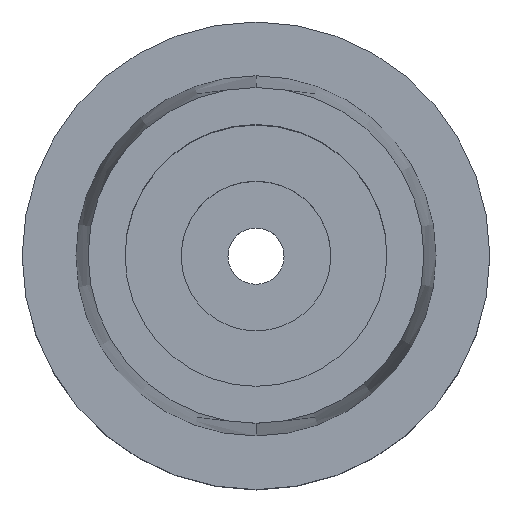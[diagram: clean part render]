
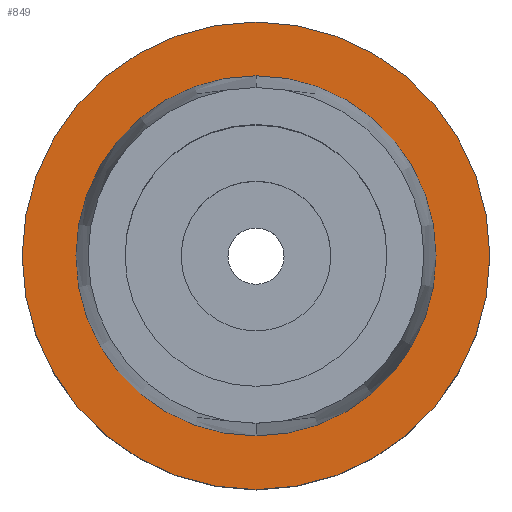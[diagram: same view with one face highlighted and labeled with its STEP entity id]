
A CAD part, top view. The second image highlights one B-rep face of the part: STEP entity #849.
In plain terms, the highlighted planar face has unit normal (0, 0, 1).
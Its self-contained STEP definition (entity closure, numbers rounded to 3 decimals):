
#40 = DIRECTION ( 'NONE',  ( 0., 0., -1. ) ) ;
#122 = EDGE_CURVE ( 'NONE', #2019, #759, #1313, .T. ) ;
#145 = CIRCLE ( 'NONE', #2314, 9.625 ) ;
#146 = AXIS2_PLACEMENT_3D ( 'NONE', #1159, #910, #1380 ) ;
#317 = PLANE ( 'NONE',  #146 ) ;
#382 = EDGE_LOOP ( 'NONE', ( #410, #2061 ) ) ;
#410 = ORIENTED_EDGE ( 'NONE', *, *, #675, .F. ) ;
#526 = AXIS2_PLACEMENT_3D ( 'NONE', #1139, #2162, #1170 ) ;
#587 = ORIENTED_EDGE ( 'NONE', *, *, #1497, .F. ) ;
#675 = EDGE_CURVE ( 'NONE', #2270, #845, #145, .T. ) ;
#698 = CARTESIAN_POINT ( 'NONE',  ( 0., 0., 0. ) ) ;
#737 = FACE_BOUND ( 'NONE', #382, .T. ) ;
#759 = VERTEX_POINT ( 'NONE', #824 ) ;
#787 = CIRCLE ( 'NONE', #526, 12.5 ) ;
#824 = CARTESIAN_POINT ( 'NONE',  ( 0., 12.5, 0. ) ) ;
#845 = VERTEX_POINT ( 'NONE', #1571 ) ;
#849 = ADVANCED_FACE ( 'NONE', ( #1348, #737 ), #317, .T. ) ;
#892 = DIRECTION ( 'NONE',  ( 0., -1., 0. ) ) ;
#910 = DIRECTION ( 'NONE',  ( 0., 0., 1. ) ) ;
#1093 = DIRECTION ( 'NONE',  ( 0., 0., 1. ) ) ;
#1101 = AXIS2_PLACEMENT_3D ( 'NONE', #2521, #1093, #1294 ) ;
#1139 = CARTESIAN_POINT ( 'NONE',  ( 0., 0., 0. ) ) ;
#1159 = CARTESIAN_POINT ( 'NONE',  ( 0., 0., 0. ) ) ;
#1170 = DIRECTION ( 'NONE',  ( 0., 1., 0. ) ) ;
#1261 = ORIENTED_EDGE ( 'NONE', *, *, #122, .F. ) ;
#1275 = AXIS2_PLACEMENT_3D ( 'NONE', #698, #40, #892 ) ;
#1294 = DIRECTION ( 'NONE',  ( 0., -1., 0. ) ) ;
#1313 = CIRCLE ( 'NONE', #1275, 12.5 ) ;
#1348 = FACE_OUTER_BOUND ( 'NONE', #2073, .T. ) ;
#1380 = DIRECTION ( 'NONE',  ( 1., 0., 0. ) ) ;
#1497 = EDGE_CURVE ( 'NONE', #759, #2019, #787, .T. ) ;
#1529 = CARTESIAN_POINT ( 'NONE',  ( 0., 0., 0. ) ) ;
#1571 = CARTESIAN_POINT ( 'NONE',  ( 0., -9.625, 0. ) ) ;
#1777 = DIRECTION ( 'NONE',  ( 0., 0., 1. ) ) ;
#1985 = EDGE_CURVE ( 'NONE', #845, #2270, #2259, .T. ) ;
#1993 = DIRECTION ( 'NONE',  ( 0., 1., 0. ) ) ;
#2019 = VERTEX_POINT ( 'NONE', #2110 ) ;
#2061 = ORIENTED_EDGE ( 'NONE', *, *, #1985, .F. ) ;
#2073 = EDGE_LOOP ( 'NONE', ( #587, #1261 ) ) ;
#2110 = CARTESIAN_POINT ( 'NONE',  ( 0., -12.5, 0. ) ) ;
#2162 = DIRECTION ( 'NONE',  ( 0., 0., -1. ) ) ;
#2259 = CIRCLE ( 'NONE', #1101, 9.625 ) ;
#2270 = VERTEX_POINT ( 'NONE', #2586 ) ;
#2314 = AXIS2_PLACEMENT_3D ( 'NONE', #1529, #1777, #1993 ) ;
#2521 = CARTESIAN_POINT ( 'NONE',  ( 0., 0., 0. ) ) ;
#2586 = CARTESIAN_POINT ( 'NONE',  ( 0., 9.625, 0. ) ) ;
